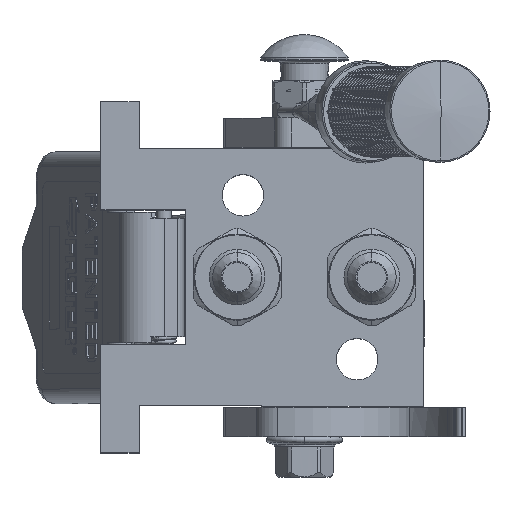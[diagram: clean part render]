
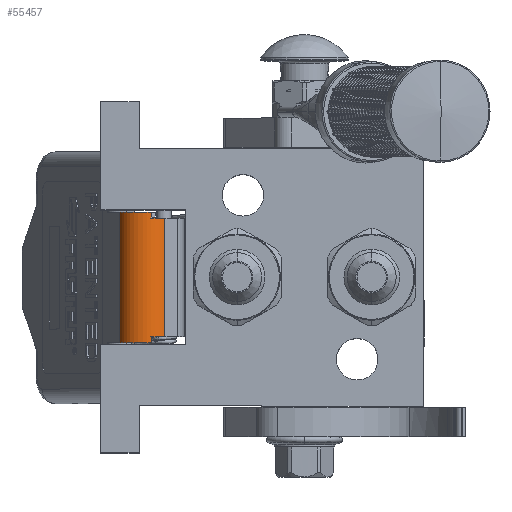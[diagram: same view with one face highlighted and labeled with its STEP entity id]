
A CAD part, top view. The second image highlights one B-rep face of the part: STEP entity #55457.
In plain terms, the highlighted cylindrical face has radius 9.5 mm (diameter 19 mm), a partial arc.
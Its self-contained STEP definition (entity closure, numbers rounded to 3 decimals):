
#158 = EDGE_CURVE ( 'NONE', #38501, #154931, #101689, .T. ) ;
#447 = DIRECTION ( 'NONE',  ( 0., -1., 0. ) ) ;
#696 = AXIS2_PLACEMENT_3D ( 'NONE', #125952, #141143, #2559 ) ;
#1357 = CIRCLE ( 'NONE', #78790, 9.5 ) ;
#1427 = EDGE_CURVE ( 'NONE', #65724, #154931, #29650, .T. ) ;
#2559 = DIRECTION ( 'NONE',  ( 0., -0.385, -0.923 ) ) ;
#7343 = DIRECTION ( 'NONE',  ( 1., 0., 0. ) ) ;
#10762 = DIRECTION ( 'NONE',  ( 1., 0., 0. ) ) ;
#15245 = AXIS2_PLACEMENT_3D ( 'NONE', #130172, #47242, #87200 ) ;
#29610 = EDGE_CURVE ( 'NONE', #130964, #77950, #130077, .T. ) ;
#29650 = CIRCLE ( 'NONE', #121328, 9.5 ) ;
#30595 = LINE ( 'NONE', #78424, #164966 ) ;
#38501 = VERTEX_POINT ( 'NONE', #144369 ) ;
#42727 = DIRECTION ( 'NONE',  ( -1., 0., 0. ) ) ;
#44095 = EDGE_CURVE ( 'NONE', #94573, #103331, #169409, .T. ) ;
#47242 = DIRECTION ( 'NONE',  ( 1., 0., 0. ) ) ;
#50940 = EDGE_CURVE ( 'NONE', #77950, #134403, #1357, .T. ) ;
#51224 = CARTESIAN_POINT ( 'NONE',  ( 20.25, 0., -56.881 ) ) ;
#51427 = CARTESIAN_POINT ( 'NONE',  ( 22.25, 8., -47.5 ) ) ;
#51724 = ORIENTED_EDGE ( 'NONE', *, *, #1427, .F. ) ;
#55457 = ADVANCED_FACE ( 'NONE', ( #80229 ), #97698, .T. ) ;
#57039 = ORIENTED_EDGE ( 'NONE', *, *, #158, .T. ) ;
#57953 = DIRECTION ( 'NONE',  ( 1., 0., 0. ) ) ;
#58045 = ORIENTED_EDGE ( 'NONE', *, *, #50940, .F. ) ;
#58091 = ORIENTED_EDGE ( 'NONE', *, *, #112019, .T. ) ;
#59632 = ORIENTED_EDGE ( 'NONE', *, *, #29610, .F. ) ;
#59949 = DIRECTION ( 'NONE',  ( 0., 0.158, -0.987 ) ) ;
#62926 = DIRECTION ( 'NONE',  ( 0., -0.385, -0.923 ) ) ;
#63936 = ORIENTED_EDGE ( 'NONE', *, *, #44095, .F. ) ;
#65157 = VECTOR ( 'NONE', #98945, 1000. ) ;
#65724 = VERTEX_POINT ( 'NONE', #141246 ) ;
#66395 = CARTESIAN_POINT ( 'NONE',  ( -22.25, 8., -47.5 ) ) ;
#73847 = EDGE_LOOP ( 'NONE', ( #59632, #86278, #63936, #58091, #57039, #51724, #83463, #58045 ) ) ;
#77950 = VERTEX_POINT ( 'NONE', #142380 ) ;
#77985 = AXIS2_PLACEMENT_3D ( 'NONE', #149974, #42727, #447 ) ;
#78424 = CARTESIAN_POINT ( 'NONE',  ( 20.25, 0., -56.881 ) ) ;
#78790 = AXIS2_PLACEMENT_3D ( 'NONE', #131404, #158749, #62926 ) ;
#80229 = FACE_OUTER_BOUND ( 'NONE', #73847, .T. ) ;
#83463 = ORIENTED_EDGE ( 'NONE', *, *, #134363, .F. ) ;
#84438 = CARTESIAN_POINT ( 'NONE',  ( -22.25, 0., -56.881 ) ) ;
#85210 = CARTESIAN_POINT ( 'NONE',  ( -20.25, -5.154, -56.269 ) ) ;
#86278 = ORIENTED_EDGE ( 'NONE', *, *, #103160, .T. ) ;
#87200 = DIRECTION ( 'NONE',  ( 0., 0.158, -0.987 ) ) ;
#90079 = CARTESIAN_POINT ( 'NONE',  ( -20.25, 0., -56.881 ) ) ;
#93192 = VECTOR ( 'NONE', #57953, 1000. ) ;
#94573 = VERTEX_POINT ( 'NONE', #97374 ) ;
#97217 = CIRCLE ( 'NONE', #15245, 9.5 ) ;
#97374 = CARTESIAN_POINT ( 'NONE',  ( -22.25, 0., -56.881 ) ) ;
#97698 = CYLINDRICAL_SURFACE ( 'NONE', #77985, 9.5 ) ;
#98945 = DIRECTION ( 'NONE',  ( 1., 0., 0. ) ) ;
#101689 = LINE ( 'NONE', #66395, #129827 ) ;
#103160 = EDGE_CURVE ( 'NONE', #130964, #103331, #165029, .T. ) ;
#103331 = VERTEX_POINT ( 'NONE', #90079 ) ;
#107008 = DIRECTION ( 'NONE',  ( 1., 0., 0. ) ) ;
#112019 = EDGE_CURVE ( 'NONE', #94573, #38501, #97217, .T. ) ;
#121328 = AXIS2_PLACEMENT_3D ( 'NONE', #130189, #7343, #59949 ) ;
#125952 = CARTESIAN_POINT ( 'NONE',  ( -20.25, -1.5, -47.5 ) ) ;
#129827 = VECTOR ( 'NONE', #107008, 1000. ) ;
#130077 = LINE ( 'NONE', #85210, #93192 ) ;
#130172 = CARTESIAN_POINT ( 'NONE',  ( -22.25, -1.5, -47.5 ) ) ;
#130189 = CARTESIAN_POINT ( 'NONE',  ( 22.25, -1.5, -47.5 ) ) ;
#130964 = VERTEX_POINT ( 'NONE', #143214 ) ;
#131404 = CARTESIAN_POINT ( 'NONE',  ( 20.25, -1.5, -47.5 ) ) ;
#134363 = EDGE_CURVE ( 'NONE', #134403, #65724, #30595, .T. ) ;
#134403 = VERTEX_POINT ( 'NONE', #51224 ) ;
#141143 = DIRECTION ( 'NONE',  ( 1., 0., 0. ) ) ;
#141246 = CARTESIAN_POINT ( 'NONE',  ( 22.25, 0., -56.881 ) ) ;
#142380 = CARTESIAN_POINT ( 'NONE',  ( 20.25, -5.154, -56.269 ) ) ;
#143214 = CARTESIAN_POINT ( 'NONE',  ( -20.25, -5.154, -56.269 ) ) ;
#144369 = CARTESIAN_POINT ( 'NONE',  ( -22.25, 8., -47.5 ) ) ;
#149974 = CARTESIAN_POINT ( 'NONE',  ( -22.25, -1.5, -47.5 ) ) ;
#154931 = VERTEX_POINT ( 'NONE', #51427 ) ;
#158749 = DIRECTION ( 'NONE',  ( 1., 0., 0. ) ) ;
#164966 = VECTOR ( 'NONE', #10762, 1000. ) ;
#165029 = CIRCLE ( 'NONE', #696, 9.5 ) ;
#169409 = LINE ( 'NONE', #84438, #65157 ) ;
